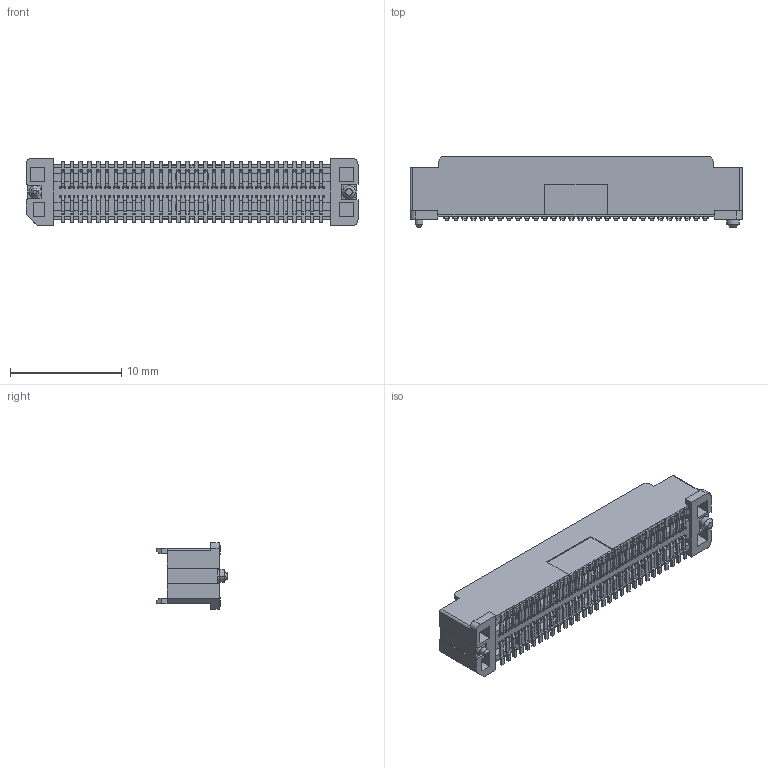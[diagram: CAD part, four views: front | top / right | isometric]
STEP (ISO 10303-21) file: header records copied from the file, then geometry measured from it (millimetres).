
FILE_DESCRIPTION((''),'2;1');
FILE_NAME('PRT0001','2021-03-12T',('k94269'),(''),'PRO/ENGINEER BY PARAMETRIC TECHNOLOGY CORPORATION, 2015070','PRO/ENGINEER BY PARAMETRIC TECHNOLOGY CORPORATION, 2015070','');
FILE_SCHEMA(('CONFIG_CONTROL_DESIGN','SHAPE_APPEARANCE_LAYERS_GROUPS'));
Products named in the file (1): PRT0001
Bounding box: 29.8 x 6.3 x 6 mm (x, y, z)
Volume: 437.2 mm3; surface area: 1415.5 mm2
Topology: 1 solids, 1 shells, 3977 faces, 11478 edges, 7474 vertices
Faces by surface type: plane 3275, cylinder 678, cone 24
Entity records: 128842 total; most frequent: CARTESIAN_POINT 23408, ORIENTED_EDGE 22468, DIRECTION 20474, EDGE_CURVE 11234, VECTOR 9958, LINE 9958, VERTEX_POINT 7230, AXIS2_PLACEMENT_3D 5258
